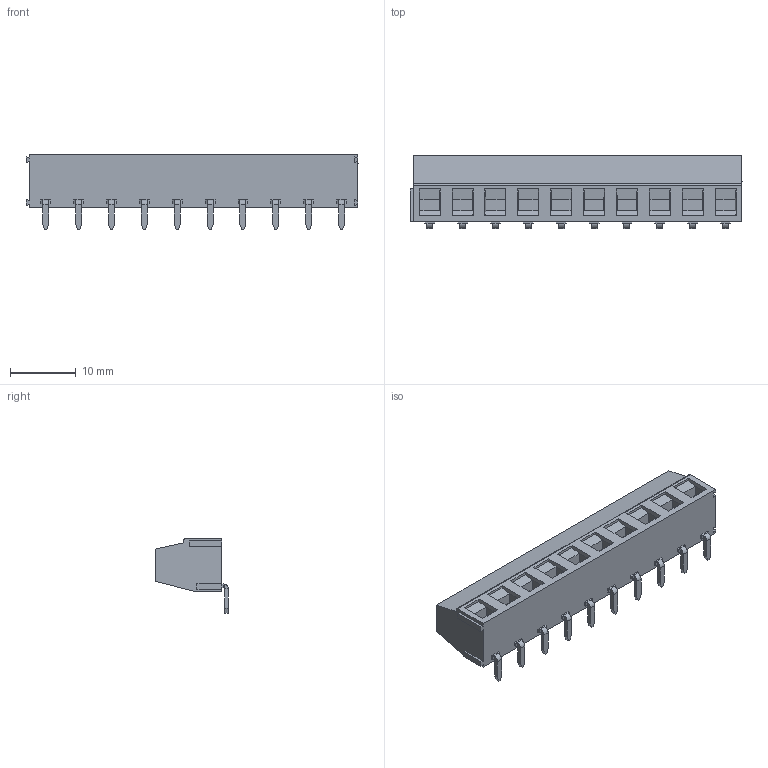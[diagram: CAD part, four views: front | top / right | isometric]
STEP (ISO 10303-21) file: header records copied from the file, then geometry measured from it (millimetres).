
FILE_DESCRIPTION (( 'STEP AP214' ), '1' );
FILE_NAME ('DG127R-5.0-10P-4Y-00AH.STEP', '2021-01-02T23:42:54', ( '' ), ( '' ), 'SwSTEP 2.0', 'SolidWorks 2020', '' );
FILE_SCHEMA (( 'AUTOMOTIVE_DESIGN' ));
Length unit declared in the file: millimetre
Products named in the file (1): DG127R-5.0-10P-4Y-00AH
Bounding box: 50.5 x 11.1 x 11.4 mm (x, y, z)
Volume: 3155.3 mm3; surface area: 2952.9 mm2
Topology: 1 solids, 1 shells, 802 faces, 2089 edges, 1356 vertices
Faces by surface type: plane 577, bspline 134, cylinder 61, torus 30
Entity records: 37856 total; most frequent: CARTESIAN_POINT 12254, ORIENTED_EDGE 4178, DIRECTION 3241, EDGE_CURVE 2089, VECTOR 1499, LINE 1499, VERTEX_POINT 1356, AXIS2_PLACEMENT_3D 871
